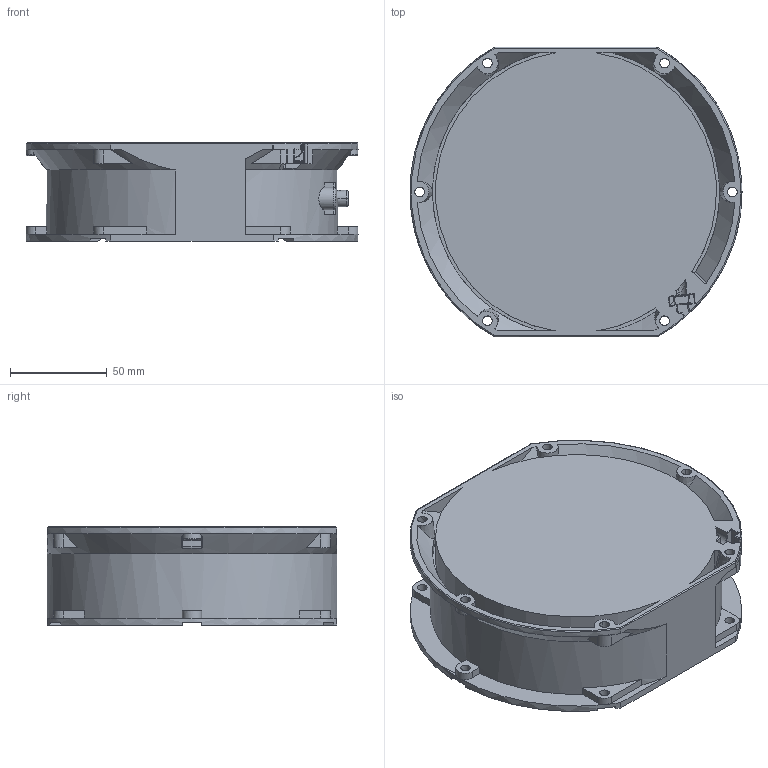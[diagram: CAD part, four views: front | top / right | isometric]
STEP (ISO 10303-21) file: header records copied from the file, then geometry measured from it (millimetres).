
FILE_DESCRIPTION((''),'2;1');
FILE_NAME('THB1548_FRAME0718_2012','2012-07-18T',('CHINGSHUN.WANG'),(''),'PRO/ENGINEER BY PARAMETRIC TECHNOLOGY CORPORATION, 2008310','PRO/ENGINEER BY PARAMETRIC TECHNOLOGY CORPORATION, 2008310','');
FILE_SCHEMA(('CONFIG_CONTROL_DESIGN'));
Length unit declared in the file: millimetre
Products named in the file (1): THB1548_FRAME0718_2012
Bounding box: 172 x 150 x 50.8 mm (x, y, z)
Volume: 806455.2 mm3; surface area: 90929.6 mm2
Topology: 1 solids, 1 shells, 349 faces, 982 edges, 638 vertices
Faces by surface type: plane 144, cylinder 121, bspline 35, torus 29, cone 16, sphere 3, extrusion 1
Entity records: 13565 total; most frequent: CARTESIAN_POINT 4704, ORIENTED_EDGE 1964, DIRECTION 1742, EDGE_CURVE 982, AXIS2_PLACEMENT_3D 667, VERTEX_POINT 638, VECTOR 408, LINE 407
